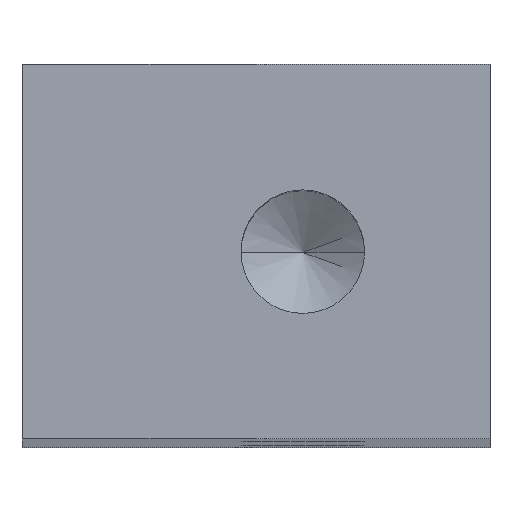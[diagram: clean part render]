
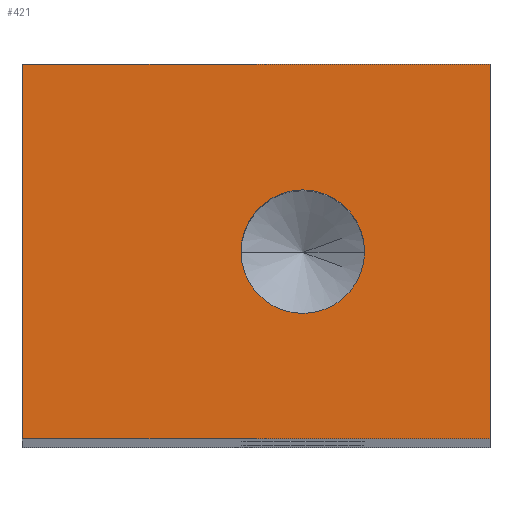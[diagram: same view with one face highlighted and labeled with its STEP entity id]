
A CAD part, top view. The second image highlights one B-rep face of the part: STEP entity #421.
In plain terms, the highlighted planar face has unit normal (0, 0, 1).
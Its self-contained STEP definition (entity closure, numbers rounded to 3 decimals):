
#26 = CARTESIAN_POINT ( 'NONE',  ( 1.25, 0., 66.25 ) ) ;
#33 = DIRECTION ( 'NONE',  ( 1., 0., 0. ) ) ;
#38 = VERTEX_POINT ( 'NONE', #319 ) ;
#70 = EDGE_CURVE ( 'NONE', #569, #936, #460, .T. ) ;
#88 = DIRECTION ( 'NONE',  ( 1., 0., 0. ) ) ;
#94 = ORIENTED_EDGE ( 'NONE', *, *, #307, .T. ) ;
#111 = DIRECTION ( 'NONE',  ( 1., 0., 0. ) ) ;
#186 = LINE ( 'NONE', #812, #499 ) ;
#257 = AXIS2_PLACEMENT_3D ( 'NONE', #677, #616, #465 ) ;
#267 = EDGE_CURVE ( 'NONE', #936, #569, #355, .T. ) ;
#269 = VERTEX_POINT ( 'NONE', #387 ) ;
#281 = CARTESIAN_POINT ( 'NONE',  ( -6.25, -5., 66.25 ) ) ;
#299 = VERTEX_POINT ( 'NONE', #927 ) ;
#307 = EDGE_CURVE ( 'NONE', #299, #269, #422, .T. ) ;
#319 = CARTESIAN_POINT ( 'NONE',  ( -6.25, 5., 66.25 ) ) ;
#325 = AXIS2_PLACEMENT_3D ( 'NONE', #26, #745, #88 ) ;
#355 = CIRCLE ( 'NONE', #325, 1.65 ) ;
#364 = VECTOR ( 'NONE', #862, 1000. ) ;
#387 = CARTESIAN_POINT ( 'NONE',  ( 6.25, -5., 66.25 ) ) ;
#390 = EDGE_CURVE ( 'NONE', #299, #38, #859, .T. ) ;
#403 = FACE_BOUND ( 'NONE', #622, .T. ) ;
#404 = LINE ( 'NONE', #849, #462 ) ;
#407 = DIRECTION ( 'NONE',  ( 0., 0., 1. ) ) ;
#421 = ADVANCED_FACE ( 'NONE', ( #403, #903 ), #837, .F. ) ;
#422 = LINE ( 'NONE', #856, #508 ) ;
#446 = ORIENTED_EDGE ( 'NONE', *, *, #267, .F. ) ;
#454 = EDGE_CURVE ( 'NONE', #38, #598, #186, .T. ) ;
#460 = CIRCLE ( 'NONE', #798, 1.65 ) ;
#462 = VECTOR ( 'NONE', #779, 1000. ) ;
#465 = DIRECTION ( 'NONE',  ( -1., 0., 0. ) ) ;
#467 = CARTESIAN_POINT ( 'NONE',  ( 6.25, 5., 66.25 ) ) ;
#487 = DIRECTION ( 'NONE',  ( 1., 0., 0. ) ) ;
#499 = VECTOR ( 'NONE', #487, 1000. ) ;
#508 = VECTOR ( 'NONE', #111, 1000. ) ;
#560 = ORIENTED_EDGE ( 'NONE', *, *, #390, .F. ) ;
#569 = VERTEX_POINT ( 'NONE', #702 ) ;
#598 = VERTEX_POINT ( 'NONE', #467 ) ;
#616 = DIRECTION ( 'NONE',  ( 0., 0., -1. ) ) ;
#622 = EDGE_LOOP ( 'NONE', ( #446, #889 ) ) ;
#677 = CARTESIAN_POINT ( 'NONE',  ( 0., 0., 66.25 ) ) ;
#691 = ORIENTED_EDGE ( 'NONE', *, *, #717, .T. ) ;
#702 = CARTESIAN_POINT ( 'NONE',  ( -0.4, 0., 66.25 ) ) ;
#717 = EDGE_CURVE ( 'NONE', #269, #598, #404, .T. ) ;
#745 = DIRECTION ( 'NONE',  ( 0., 0., 1. ) ) ;
#775 = ORIENTED_EDGE ( 'NONE', *, *, #454, .F. ) ;
#779 = DIRECTION ( 'NONE',  ( 0., 1., 0. ) ) ;
#780 = CARTESIAN_POINT ( 'NONE',  ( 2.9, 0., 66.25 ) ) ;
#798 = AXIS2_PLACEMENT_3D ( 'NONE', #857, #407, #33 ) ;
#812 = CARTESIAN_POINT ( 'NONE',  ( -6.25, 5., 66.25 ) ) ;
#836 = EDGE_LOOP ( 'NONE', ( #560, #94, #691, #775 ) ) ;
#837 = PLANE ( 'NONE',  #257 ) ;
#849 = CARTESIAN_POINT ( 'NONE',  ( 6.25, -5., 66.25 ) ) ;
#856 = CARTESIAN_POINT ( 'NONE',  ( -6.25, -5., 66.25 ) ) ;
#857 = CARTESIAN_POINT ( 'NONE',  ( 1.25, 0., 66.25 ) ) ;
#859 = LINE ( 'NONE', #281, #364 ) ;
#862 = DIRECTION ( 'NONE',  ( 0., 1., 0. ) ) ;
#889 = ORIENTED_EDGE ( 'NONE', *, *, #70, .F. ) ;
#903 = FACE_OUTER_BOUND ( 'NONE', #836, .T. ) ;
#927 = CARTESIAN_POINT ( 'NONE',  ( -6.25, -5., 66.25 ) ) ;
#936 = VERTEX_POINT ( 'NONE', #780 ) ;
